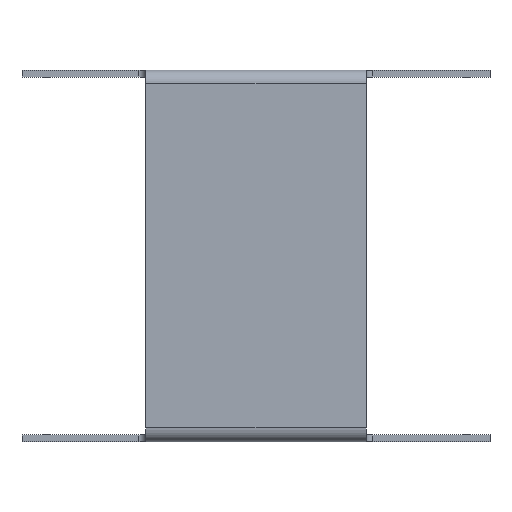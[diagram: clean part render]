
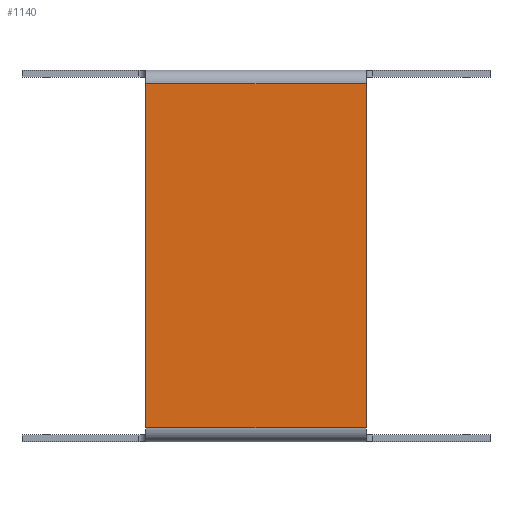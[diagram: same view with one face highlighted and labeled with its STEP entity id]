
A CAD part, top view. The second image highlights one B-rep face of the part: STEP entity #1140.
In plain terms, the highlighted planar face has unit normal (0, 0, 1).
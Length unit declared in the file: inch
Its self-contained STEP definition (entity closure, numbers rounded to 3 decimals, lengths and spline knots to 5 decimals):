
#30=LINE('',#1710,#134);
#65=LINE('',#1787,#169);
#117=LINE('',#1914,#221);
#118=LINE('',#1915,#222);
#134=VECTOR('',#1382,39.37008);
#169=VECTOR('',#1457,39.37008);
#221=VECTOR('',#1585,39.37008);
#222=VECTOR('',#1586,39.37008);
#260=PLANE('',#1270);
#348=FACE_OUTER_BOUND('',#446,.T.);
#446=EDGE_LOOP('',(#1021,#1022,#1023,#1024));
#547=VERTEX_POINT('',#1706);
#549=VERTEX_POINT('',#1709);
#569=VERTEX_POINT('',#1780);
#571=VERTEX_POINT('',#1786);
#652=EDGE_CURVE('',#549,#547,#30,.T.);
#691=EDGE_CURVE('',#569,#571,#65,.T.);
#759=EDGE_CURVE('',#571,#547,#117,.T.);
#760=EDGE_CURVE('',#549,#569,#118,.T.);
#1021=ORIENTED_EDGE('',*,*,#652,.T.);
#1022=ORIENTED_EDGE('',*,*,#759,.F.);
#1023=ORIENTED_EDGE('',*,*,#691,.F.);
#1024=ORIENTED_EDGE('',*,*,#760,.F.);
#1140=ADVANCED_FACE('',(#348),#260,.T.);
#1270=AXIS2_PLACEMENT_3D('',#1913,#1583,#1584);
#1382=DIRECTION('',(0.,1.,0.));
#1457=DIRECTION('',(0.,1.,0.));
#1583=DIRECTION('center_axis',(0.,0.,1.));
#1584=DIRECTION('ref_axis',(1.,0.,0.));
#1585=DIRECTION('',(1.,0.,0.));
#1586=DIRECTION('',(-1.,0.,0.));
#1706=CARTESIAN_POINT('',(4.,-0.25,0.));
#1709=CARTESIAN_POINT('',(4.,-12.75,0.));
#1710=CARTESIAN_POINT('',(4.,-13.,0.));
#1780=CARTESIAN_POINT('',(-4.,-12.75,0.));
#1786=CARTESIAN_POINT('',(-4.,-0.25,0.));
#1787=CARTESIAN_POINT('',(-4.,-13.,0.));
#1913=CARTESIAN_POINT('Origin',(4.,-13.,0.));
#1914=CARTESIAN_POINT('',(4.,-0.25,0.));
#1915=CARTESIAN_POINT('',(4.,-12.75,0.));
